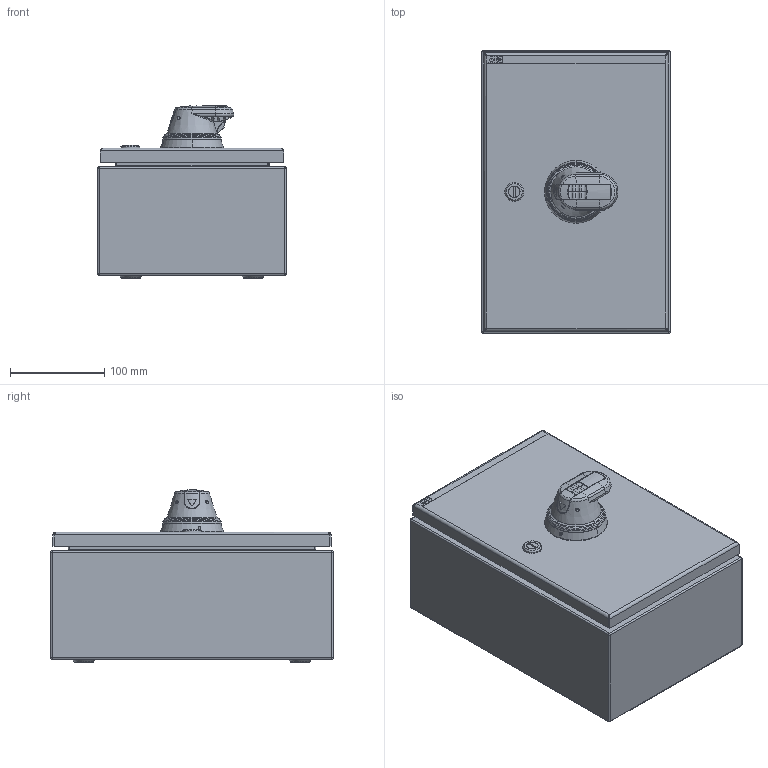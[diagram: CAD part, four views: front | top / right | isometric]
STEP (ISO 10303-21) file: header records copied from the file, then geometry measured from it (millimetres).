
FILE_DESCRIPTION((''),'2;1');
FILE_NAME('OTLK302013PBL_SW0001','2021-06-23T10:57:14',('FIJOKON'),(''),'CREO PARAMETRIC BY PTC INC, 2020184','CREO PARAMETRIC BY PTC INC, 2020184','');
FILE_SCHEMA(('AUTOMOTIVE_DESIGN { 1 0 10303 214 1 1 1 1 }'));
Length unit declared in the file: millimetre
Products named in the file (1): OTLK302013PBL_SW0001
Bounding box: 200 x 300 x 182.89 mm (x, y, z)
Volume: 7800272.7 mm3; surface area: 416229.2 mm2
Topology: 1 solids, 1 shells, 886 faces, 2376 edges, 1523 vertices
Faces by surface type: plane 482, cylinder 178, bspline 83, torus 82, cone 40, sphere 13, extrusion 8
Entity records: 43639 total; most frequent: CARTESIAN_POINT 15722, ORIENTED_EDGE 4724, DIRECTION 4146, EDGE_CURVE 2362, VERTEX_POINT 1523, AXIS2_PLACEMENT_3D 1460, VECTOR 1223, LINE 1215
